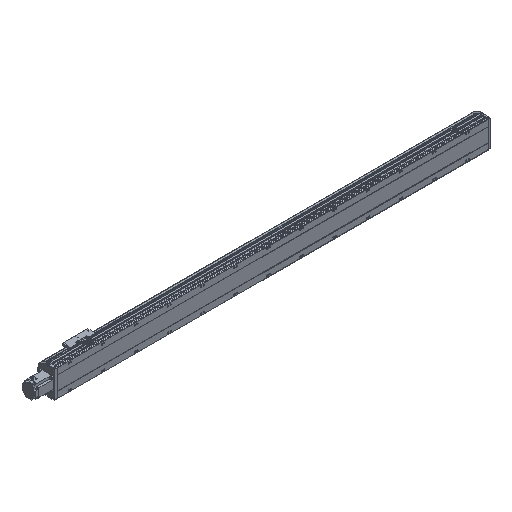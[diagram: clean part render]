
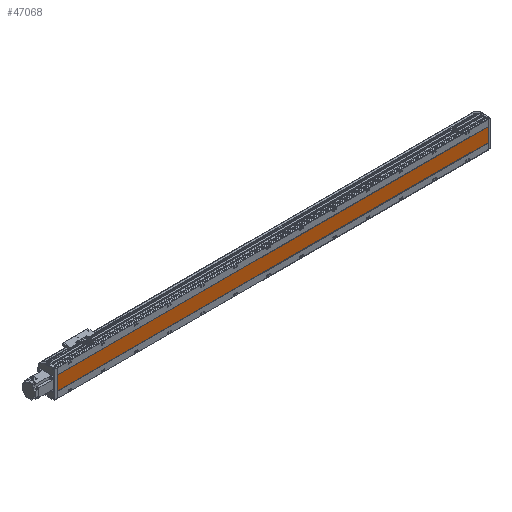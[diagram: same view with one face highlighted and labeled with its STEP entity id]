
A CAD part, isometric view. The second image highlights one B-rep face of the part: STEP entity #47068.
In plain terms, the highlighted planar face has unit normal (0, -1, 0).
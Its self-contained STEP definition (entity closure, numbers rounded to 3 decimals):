
#2044 = DIRECTION ( 'NONE',  ( 0., 0., -1. ) ) ;
#2151 = EDGE_CURVE ( 'NONE', #47136, #19400, #41000, .T. ) ;
#2787 = VECTOR ( 'NONE', #29688, 1000. ) ;
#4054 = EDGE_CURVE ( 'NONE', #19400, #44728, #23623, .T. ) ;
#5887 = CARTESIAN_POINT ( 'NONE',  ( 2616., 1., 41.793 ) ) ;
#10905 = DIRECTION ( 'NONE',  ( 0., 1., 0. ) ) ;
#10979 = CARTESIAN_POINT ( 'NONE',  ( 17., 1., 41.793 ) ) ;
#11516 = ORIENTED_EDGE ( 'NONE', *, *, #4054, .T. ) ;
#12005 = ORIENTED_EDGE ( 'NONE', *, *, #32460, .F. ) ;
#14953 = LINE ( 'NONE', #15449, #15890 ) ;
#15449 = CARTESIAN_POINT ( 'NONE',  ( 2616., 1., -41.793 ) ) ;
#15890 = VECTOR ( 'NONE', #19364, 1000. ) ;
#17924 = CARTESIAN_POINT ( 'NONE',  ( 2616., 1., 41.793 ) ) ;
#19364 = DIRECTION ( 'NONE',  ( -1., 0., 0. ) ) ;
#19400 = VERTEX_POINT ( 'NONE', #10979 ) ;
#19444 = CARTESIAN_POINT ( 'NONE',  ( 17., 1., 41.793 ) ) ;
#19830 = CARTESIAN_POINT ( 'NONE',  ( 2616., 1., -41.793 ) ) ;
#19886 = VECTOR ( 'NONE', #2044, 1000. ) ;
#22598 = EDGE_CURVE ( 'NONE', #47136, #37006, #46189, .T. ) ;
#23623 = LINE ( 'NONE', #19444, #47168 ) ;
#29688 = DIRECTION ( 'NONE',  ( -1., 0., 0. ) ) ;
#32324 = FACE_OUTER_BOUND ( 'NONE', #47059, .T. ) ;
#32460 = EDGE_CURVE ( 'NONE', #37006, #44728, #14953, .T. ) ;
#34410 = DIRECTION ( 'NONE',  ( 0., 0., -1. ) ) ;
#35619 = CARTESIAN_POINT ( 'NONE',  ( 2616., 1., 41.793 ) ) ;
#37006 = VERTEX_POINT ( 'NONE', #19830 ) ;
#40304 = ORIENTED_EDGE ( 'NONE', *, *, #2151, .T. ) ;
#40958 = ORIENTED_EDGE ( 'NONE', *, *, #22598, .F. ) ;
#41000 = LINE ( 'NONE', #17924, #2787 ) ;
#42460 = CARTESIAN_POINT ( 'NONE',  ( 17., 1., -41.793 ) ) ;
#43639 = PLANE ( 'NONE',  #45768 ) ;
#43868 = DIRECTION ( 'NONE',  ( 1., 0., 0. ) ) ;
#44728 = VERTEX_POINT ( 'NONE', #42460 ) ;
#45768 = AXIS2_PLACEMENT_3D ( 'NONE', #5887, #10905, #43868 ) ;
#46189 = LINE ( 'NONE', #35619, #19886 ) ;
#47059 = EDGE_LOOP ( 'NONE', ( #11516, #12005, #40958, #40304 ) ) ;
#47068 = ADVANCED_FACE ( 'NONE', ( #32324 ), #43639, .F. ) ;
#47136 = VERTEX_POINT ( 'NONE', #47315 ) ;
#47168 = VECTOR ( 'NONE', #34410, 1000. ) ;
#47315 = CARTESIAN_POINT ( 'NONE',  ( 2616., 1., 41.793 ) ) ;
